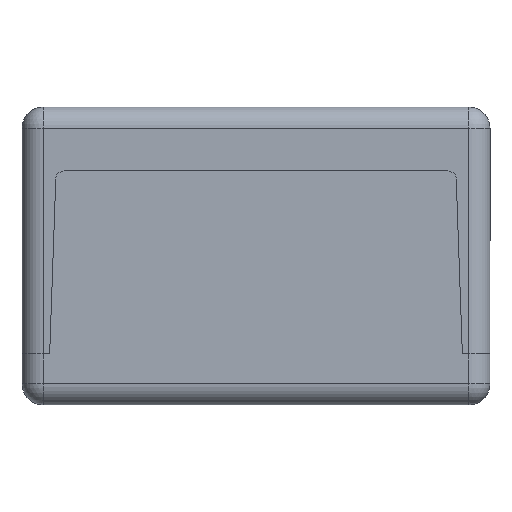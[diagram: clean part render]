
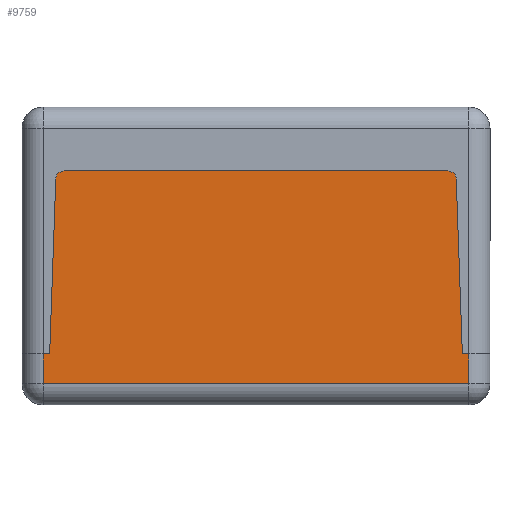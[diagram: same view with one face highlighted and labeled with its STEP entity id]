
A CAD part, left-side view. The second image highlights one B-rep face of the part: STEP entity #9759.
In plain terms, the highlighted planar face has unit normal (-1, 0, 0).
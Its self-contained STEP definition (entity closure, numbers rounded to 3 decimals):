
#197=LINE('',#14070,#1319);
#201=LINE('',#14079,#1323);
#204=LINE('',#14087,#1326);
#243=LINE('',#14204,#1365);
#258=LINE('',#14241,#1380);
#427=LINE('',#14735,#1549);
#437=LINE('',#14765,#1559);
#438=LINE('',#14767,#1560);
#1319=VECTOR('',#11288,41.095);
#1323=VECTOR('',#11298,90.134);
#1326=VECTOR('',#11307,41.095);
#1365=VECTOR('',#11436,1.5);
#1380=VECTOR('',#11471,1.5);
#1549=VECTOR('',#12012,100.);
#1559=VECTOR('',#12056,7.);
#1560=VECTOR('',#12059,7.);
#2749=FACE_OUTER_BOUND('',#3315,.T.);
#3315=EDGE_LOOP('',(#7365,#7366,#7367,#7368,#7369,#7370,#7371,#7372,#7373,
#7374));
#3685=CIRCLE('',#10187,2.);
#3686=CIRCLE('',#10190,2.);
#4072=VERTEX_POINT('',#14067);
#4073=VERTEX_POINT('',#14069);
#4074=VERTEX_POINT('',#14073);
#4075=VERTEX_POINT('',#14077);
#4076=VERTEX_POINT('',#14081);
#4077=VERTEX_POINT('',#14085);
#4110=VERTEX_POINT('',#14203);
#4122=VERTEX_POINT('',#14239);
#4260=VERTEX_POINT('',#14732);
#4261=VERTEX_POINT('',#14734);
#5059=EDGE_CURVE('',#4072,#4073,#197,.T.);
#5062=EDGE_CURVE('',#4074,#4072,#3685,.T.);
#5064=EDGE_CURVE('',#4075,#4074,#201,.T.);
#5066=EDGE_CURVE('',#4076,#4075,#3686,.T.);
#5068=EDGE_CURVE('',#4077,#4076,#204,.T.);
#5127=EDGE_CURVE('',#4110,#4073,#243,.T.);
#5146=EDGE_CURVE('',#4077,#4122,#258,.T.);
#5375=EDGE_CURVE('',#4260,#4261,#427,.T.);
#5391=EDGE_CURVE('',#4260,#4110,#437,.T.);
#5392=EDGE_CURVE('',#4261,#4122,#438,.T.);
#7365=ORIENTED_EDGE('',*,*,#5375,.F.);
#7366=ORIENTED_EDGE('',*,*,#5391,.T.);
#7367=ORIENTED_EDGE('',*,*,#5127,.T.);
#7368=ORIENTED_EDGE('',*,*,#5059,.F.);
#7369=ORIENTED_EDGE('',*,*,#5062,.F.);
#7370=ORIENTED_EDGE('',*,*,#5064,.F.);
#7371=ORIENTED_EDGE('',*,*,#5066,.F.);
#7372=ORIENTED_EDGE('',*,*,#5068,.F.);
#7373=ORIENTED_EDGE('',*,*,#5146,.T.);
#7374=ORIENTED_EDGE('',*,*,#5392,.F.);
#9326=PLANE('',#10450);
#9759=ADVANCED_FACE('',(#2749),#9326,.T.);
#10187=AXIS2_PLACEMENT_3D('',#14075,#11293,#11294);
#10190=AXIS2_PLACEMENT_3D('',#14083,#11302,#11303);
#10450=AXIS2_PLACEMENT_3D('',#14766,#12057,#12058);
#11288=DIRECTION('',(0.,-0.035,-0.999));
#11293=DIRECTION('center_axis',(1.,0.,0.));
#11294=DIRECTION('ref_axis',(0.,0.,1.));
#11298=DIRECTION('',(0.,-1.,0.));
#11302=DIRECTION('center_axis',(1.,0.,0.));
#11303=DIRECTION('ref_axis',(0.,0.999,0.035));
#11307=DIRECTION('',(0.,-0.035,0.999));
#11436=DIRECTION('',(0.,1.,0.));
#11471=DIRECTION('',(0.,1.,0.));
#12012=DIRECTION('',(0.,1.,0.));
#12056=DIRECTION('',(0.,0.,1.));
#12057=DIRECTION('center_axis',(-1.,0.,0.));
#12058=DIRECTION('ref_axis',(0.,0.,1.));
#12059=DIRECTION('',(0.,0.,1.));
#14067=CARTESIAN_POINT('',(-94.5,-47.066,53.07));
#14069=CARTESIAN_POINT('',(-94.5,-48.5,12.));
#14070=CARTESIAN_POINT('',(-94.5,-47.066,53.07));
#14073=CARTESIAN_POINT('',(-94.5,-45.067,55.));
#14075=CARTESIAN_POINT('Origin',(-94.5,-45.067,53.));
#14077=CARTESIAN_POINT('',(-94.5,45.067,55.));
#14079=CARTESIAN_POINT('',(-94.5,45.067,55.));
#14081=CARTESIAN_POINT('',(-94.5,47.066,53.07));
#14083=CARTESIAN_POINT('Origin',(-94.5,45.067,53.));
#14085=CARTESIAN_POINT('',(-94.5,48.5,12.));
#14087=CARTESIAN_POINT('',(-94.5,48.5,12.));
#14203=CARTESIAN_POINT('',(-94.5,-50.,12.));
#14204=CARTESIAN_POINT('',(-94.5,-50.,12.));
#14239=CARTESIAN_POINT('',(-94.5,50.,12.));
#14241=CARTESIAN_POINT('',(-94.5,-50.,12.));
#14732=CARTESIAN_POINT('',(-94.5,-50.,5.));
#14734=CARTESIAN_POINT('',(-94.5,50.,5.));
#14735=CARTESIAN_POINT('',(-94.5,-25.,5.));
#14765=CARTESIAN_POINT('',(-94.5,-50.,0.));
#14766=CARTESIAN_POINT('Origin',(-94.5,-50.,0.));
#14767=CARTESIAN_POINT('',(-94.5,50.,0.));
